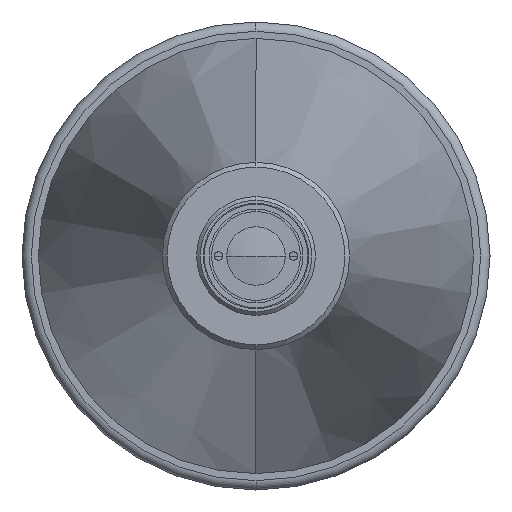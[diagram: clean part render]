
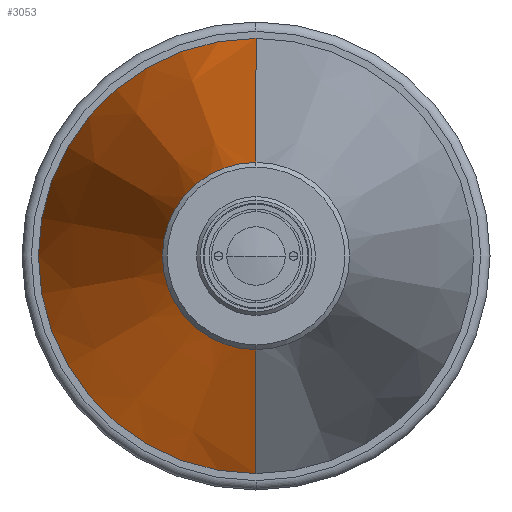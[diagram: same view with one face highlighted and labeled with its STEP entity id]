
A CAD part, left-side view. The second image highlights one B-rep face of the part: STEP entity #3053.
In plain terms, the highlighted conical face has half-angle 13.358 degrees and reference radius 46.5 mm.
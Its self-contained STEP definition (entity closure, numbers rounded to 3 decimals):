
#12 = VERTEX_POINT ( 'NONE', #2681 ) ;
#14 = VERTEX_POINT ( 'NONE', #2683 ) ;
#16 = VERTEX_POINT ( 'NONE', #2685 ) ;
#17 = VERTEX_POINT ( 'NONE', #2686 ) ;
#35 = ORIENTED_EDGE ( 'NONE', *, *, #2358, .T. ) ;
#53 = ORIENTED_EDGE ( 'NONE', *, *, #2345, .T. ) ;
#54 = ORIENTED_EDGE ( 'NONE', *, *, #2359, .T. ) ;
#55 = ORIENTED_EDGE ( 'NONE', *, *, #2360, .F. ) ;
#399 = CIRCLE ( 'NONE', #3083, 19.441 ) ;
#412 = LINE ( 'NONE', #637, #414 ) ;
#413 = CIRCLE ( 'NONE', #3096, 46.5 ) ;
#414 = VECTOR ( 'NONE', #638, 1000. ) ;
#415 = LINE ( 'NONE', #642, #417 ) ;
#417 = VECTOR ( 'NONE', #643, 1000. ) ;
#604 = CARTESIAN_POINT ( 'NONE',  ( 65.768, 0., 0. ) ) ;
#605 = DIRECTION ( 'NONE',  ( 1., 0., 0. ) ) ;
#606 = DIRECTION ( 'NONE',  ( 0., 0., -1. ) ) ;
#637 = CARTESIAN_POINT ( 'NONE',  ( 179.717, 0., 46.5 ) ) ;
#638 = DIRECTION ( 'NONE',  ( 0.973, 0., 0.231 ) ) ;
#642 = CARTESIAN_POINT ( 'NONE',  ( 179.717, 0., -46.5 ) ) ;
#643 = DIRECTION ( 'NONE',  ( 0.973, 0., -0.231 ) ) ;
#648 = CARTESIAN_POINT ( 'NONE',  ( 179.717, 0., 0. ) ) ;
#649 = DIRECTION ( 'NONE',  ( -1., 0., 0. ) ) ;
#650 = DIRECTION ( 'NONE',  ( 0., 0., 1. ) ) ;
#2036 = AXIS2_PLACEMENT_3D ( 'NONE', #3307, #3308, #3316 ) ;
#2163 = FACE_OUTER_BOUND ( 'NONE', #2283, .T. ) ;
#2168 = CONICAL_SURFACE ( 'NONE', #2036, 46.5, 0.233 ) ;
#2283 = EDGE_LOOP ( 'NONE', ( #53, #35, #54, #55 ) ) ;
#2345 = EDGE_CURVE ( 'NONE', #16, #17, #399, .T. ) ;
#2358 = EDGE_CURVE ( 'NONE', #17, #14, #412, .T. ) ;
#2359 = EDGE_CURVE ( 'NONE', #14, #12, #413, .T. ) ;
#2360 = EDGE_CURVE ( 'NONE', #16, #12, #415, .T. ) ;
#2681 = CARTESIAN_POINT ( 'NONE',  ( 179.717, 0., -46.5 ) ) ;
#2683 = CARTESIAN_POINT ( 'NONE',  ( 179.717, 0., 46.5 ) ) ;
#2685 = CARTESIAN_POINT ( 'NONE',  ( 65.768, 0., -19.441 ) ) ;
#2686 = CARTESIAN_POINT ( 'NONE',  ( 65.768, 0., 19.441 ) ) ;
#3053 = ADVANCED_FACE ( 'NONE', ( #2163 ), #2168, .T. ) ;
#3083 = AXIS2_PLACEMENT_3D ( 'NONE', #604, #605, #606 ) ;
#3096 = AXIS2_PLACEMENT_3D ( 'NONE', #648, #649, #650 ) ;
#3307 = CARTESIAN_POINT ( 'NONE',  ( 179.717, 0., 0. ) ) ;
#3308 = DIRECTION ( 'NONE',  ( 1., 0., 0. ) ) ;
#3316 = DIRECTION ( 'NONE',  ( 0., 0., -1. ) ) ;
